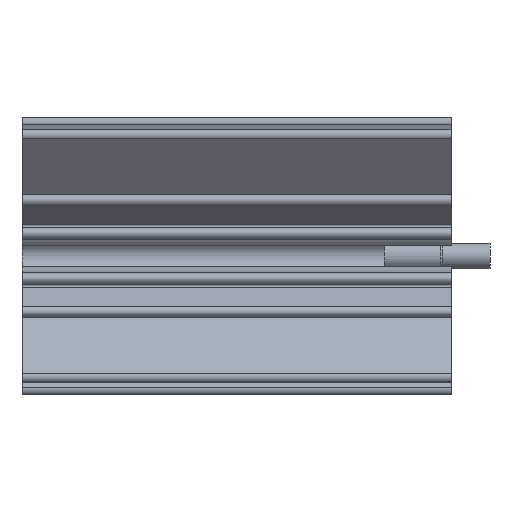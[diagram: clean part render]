
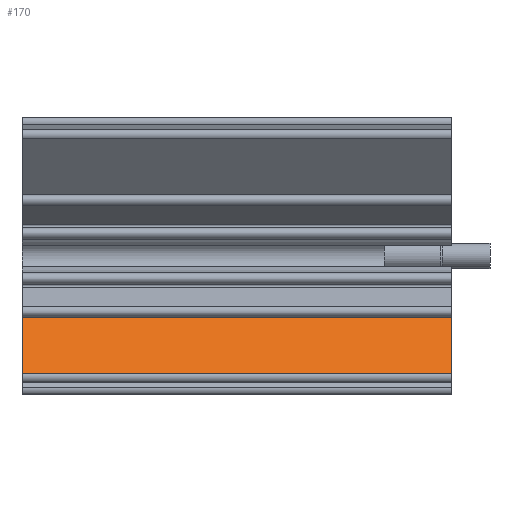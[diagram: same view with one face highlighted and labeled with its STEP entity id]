
A CAD part, left-side view. The second image highlights one B-rep face of the part: STEP entity #170.
In plain terms, the highlighted planar face has unit normal (-0.766, 0, 0.643).
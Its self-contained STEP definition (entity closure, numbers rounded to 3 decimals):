
#41 = LINE ( 'NONE', #3059, #248 ) ;
#170 = ADVANCED_FACE ( 'NONE', ( #2207 ), #3911, .F. ) ;
#248 = VECTOR ( 'NONE', #3089, 1000. ) ;
#283 = CARTESIAN_POINT ( 'NONE',  ( -29.883, 0., -10.56 ) ) ;
#391 = EDGE_CURVE ( 'NONE', #5723, #5505, #4133, .T. ) ;
#951 = EDGE_CURVE ( 'NONE', #5723, #7410, #41, .T. ) ;
#1008 = LINE ( 'NONE', #5012, #7207 ) ;
#1069 = DIRECTION ( 'NONE',  ( 0., -1., 0. ) ) ;
#1316 = DIRECTION ( 'NONE',  ( -0.643, 0., -0.766 ) ) ;
#1751 = DIRECTION ( 'NONE',  ( 0., -1., 0. ) ) ;
#2207 = FACE_OUTER_BOUND ( 'NONE', #2473, .T. ) ;
#2402 = VECTOR ( 'NONE', #1069, 1000. ) ;
#2473 = EDGE_LOOP ( 'NONE', ( #6368, #3886, #5429, #4242 ) ) ;
#2556 = AXIS2_PLACEMENT_3D ( 'NONE', #3305, #8479, #1316 ) ;
#3059 = CARTESIAN_POINT ( 'NONE',  ( -29.883, 38.6, -10.56 ) ) ;
#3089 = DIRECTION ( 'NONE',  ( 0.643, 0., 0.766 ) ) ;
#3101 = CARTESIAN_POINT ( 'NONE',  ( -29.883, 38.6, -10.56 ) ) ;
#3305 = CARTESIAN_POINT ( 'NONE',  ( -29.883, 38.6, -10.56 ) ) ;
#3886 = ORIENTED_EDGE ( 'NONE', *, *, #4944, .F. ) ;
#3911 = PLANE ( 'NONE',  #2556 ) ;
#3939 = VECTOR ( 'NONE', #8153, 1000. ) ;
#4020 = CARTESIAN_POINT ( 'NONE',  ( -23.955, 0., -3.496 ) ) ;
#4133 = LINE ( 'NONE', #3101, #2402 ) ;
#4242 = ORIENTED_EDGE ( 'NONE', *, *, #391, .T. ) ;
#4626 = VERTEX_POINT ( 'NONE', #4020 ) ;
#4874 = LINE ( 'NONE', #6282, #3939 ) ;
#4944 = EDGE_CURVE ( 'NONE', #7410, #4626, #1008, .T. ) ;
#5012 = CARTESIAN_POINT ( 'NONE',  ( -23.955, 38.6, -3.496 ) ) ;
#5295 = EDGE_CURVE ( 'NONE', #5505, #4626, #4874, .T. ) ;
#5429 = ORIENTED_EDGE ( 'NONE', *, *, #951, .F. ) ;
#5505 = VERTEX_POINT ( 'NONE', #283 ) ;
#5723 = VERTEX_POINT ( 'NONE', #7856 ) ;
#5796 = CARTESIAN_POINT ( 'NONE',  ( -23.955, 38.6, -3.496 ) ) ;
#6282 = CARTESIAN_POINT ( 'NONE',  ( -29.883, 0., -10.56 ) ) ;
#6368 = ORIENTED_EDGE ( 'NONE', *, *, #5295, .T. ) ;
#7207 = VECTOR ( 'NONE', #1751, 1000. ) ;
#7410 = VERTEX_POINT ( 'NONE', #5796 ) ;
#7856 = CARTESIAN_POINT ( 'NONE',  ( -29.883, 38.6, -10.56 ) ) ;
#8153 = DIRECTION ( 'NONE',  ( 0.643, 0., 0.766 ) ) ;
#8479 = DIRECTION ( 'NONE',  ( 0.766, 0., -0.643 ) ) ;
